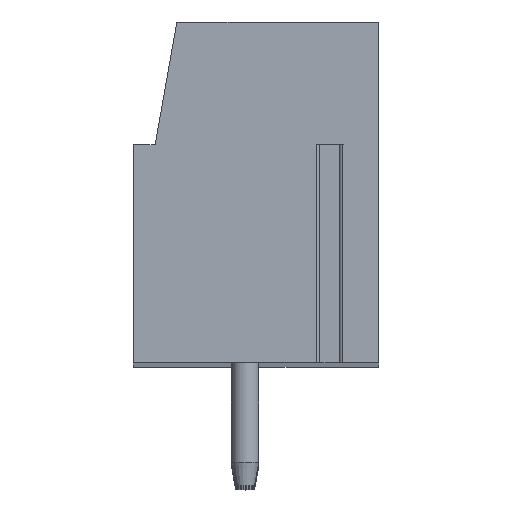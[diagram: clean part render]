
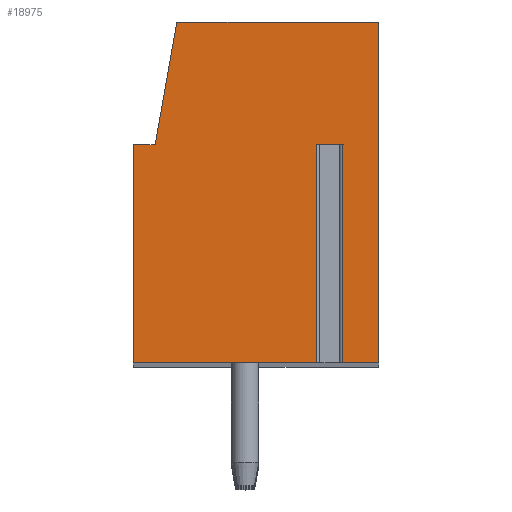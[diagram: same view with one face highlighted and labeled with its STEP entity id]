
A CAD part, top view. The second image highlights one B-rep face of the part: STEP entity #18975.
In plain terms, the highlighted planar face has unit normal (0, 0, 1).
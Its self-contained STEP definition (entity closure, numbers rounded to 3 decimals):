
#20=DIRECTION('',(-1.,0.,0.));
#21=VECTOR('',#20,0.958);
#22=CARTESIAN_POINT('',(3.179,1.75,97.5));
#23=LINE('',#22,#21);
#24=DIRECTION('',(0.,-1.,0.));
#25=VECTOR('',#24,8.);
#26=CARTESIAN_POINT('',(2.221,1.75,97.5));
#27=LINE('',#26,#25);
#28=DIRECTION('',(1.,0.,0.));
#29=VECTOR('',#28,6.721);
#30=CARTESIAN_POINT('',(-4.5,-6.25,97.5));
#31=LINE('',#30,#29);
#32=DIRECTION('',(0.,-1.,0.));
#33=VECTOR('',#32,8.);
#34=CARTESIAN_POINT('',(-4.5,1.75,97.5));
#35=LINE('',#34,#33);
#36=DIRECTION('',(-1.,0.,0.));
#37=VECTOR('',#36,0.8);
#38=CARTESIAN_POINT('',(-3.7,1.75,97.5));
#39=LINE('',#38,#37);
#40=DIRECTION('',(-0.174,-0.985,0.));
#41=VECTOR('',#40,4.569);
#42=CARTESIAN_POINT('',(-2.907,6.25,97.5));
#43=LINE('',#42,#41);
#44=DIRECTION('',(-1.,0.,0.));
#45=VECTOR('',#44,7.407);
#46=CARTESIAN_POINT('',(4.5,6.25,97.5));
#47=LINE('',#46,#45);
#48=DIRECTION('',(0.,1.,0.));
#49=VECTOR('',#48,12.5);
#50=CARTESIAN_POINT('',(4.5,-6.25,97.5));
#51=LINE('',#50,#49);
#52=DIRECTION('',(1.,0.,0.));
#53=VECTOR('',#52,1.321);
#54=CARTESIAN_POINT('',(3.179,-6.25,97.5));
#55=LINE('',#54,#53);
#56=DIRECTION('',(0.,-1.,0.));
#57=VECTOR('',#56,8.);
#58=CARTESIAN_POINT('',(3.179,1.75,97.5));
#59=LINE('',#58,#57);
#15033=CARTESIAN_POINT('',(-2.907,6.25,97.5));
#15034=CARTESIAN_POINT('',(-3.7,1.75,97.5));
#15035=VERTEX_POINT('',#15033);
#15036=VERTEX_POINT('',#15034);
#15037=CARTESIAN_POINT('',(-4.5,1.75,97.5));
#15038=VERTEX_POINT('',#15037);
#15039=CARTESIAN_POINT('',(-4.5,-6.25,97.5));
#15040=VERTEX_POINT('',#15039);
#15041=CARTESIAN_POINT('',(4.5,-6.25,97.5));
#15042=CARTESIAN_POINT('',(4.5,6.25,97.5));
#15043=VERTEX_POINT('',#15041);
#15044=VERTEX_POINT('',#15042);
#15101=CARTESIAN_POINT('',(3.179,1.75,97.5));
#15102=CARTESIAN_POINT('',(2.221,1.75,97.5));
#15103=VERTEX_POINT('',#15101);
#15104=VERTEX_POINT('',#15102);
#15105=CARTESIAN_POINT('',(3.179,-6.25,97.5));
#15106=VERTEX_POINT('',#15105);
#15107=CARTESIAN_POINT('',(2.221,-6.25,97.5));
#15108=VERTEX_POINT('',#15107);
#18948=CARTESIAN_POINT('',(0.,0.,97.5));
#18949=DIRECTION('',(0.,0.,1.));
#18950=DIRECTION('',(1.,0.,0.));
#18951=AXIS2_PLACEMENT_3D('',#18948,#18949,#18950);
#18952=PLANE('',#18951);
#18954=ORIENTED_EDGE('',*,*,#18953,.T.);
#18956=ORIENTED_EDGE('',*,*,#18955,.T.);
#18958=ORIENTED_EDGE('',*,*,#18957,.F.);
#18960=ORIENTED_EDGE('',*,*,#18959,.F.);
#18962=ORIENTED_EDGE('',*,*,#18961,.F.);
#18964=ORIENTED_EDGE('',*,*,#18963,.F.);
#18966=ORIENTED_EDGE('',*,*,#18965,.F.);
#18968=ORIENTED_EDGE('',*,*,#18967,.F.);
#18970=ORIENTED_EDGE('',*,*,#18969,.F.);
#18972=ORIENTED_EDGE('',*,*,#18971,.F.);
#18973=EDGE_LOOP('',(#18954,#18956,#18958,#18960,#18962,#18964,#18966,#18968,
#18970,#18972));
#18974=FACE_OUTER_BOUND('',#18973,.F.);
#18953=EDGE_CURVE('',#15103,#15104,#23,.T.);
#18955=EDGE_CURVE('',#15104,#15108,#27,.T.);
#18957=EDGE_CURVE('',#15040,#15108,#31,.T.);
#18959=EDGE_CURVE('',#15038,#15040,#35,.T.);
#18961=EDGE_CURVE('',#15036,#15038,#39,.T.);
#18963=EDGE_CURVE('',#15035,#15036,#43,.T.);
#18965=EDGE_CURVE('',#15044,#15035,#47,.T.);
#18967=EDGE_CURVE('',#15043,#15044,#51,.T.);
#18969=EDGE_CURVE('',#15106,#15043,#55,.T.);
#18971=EDGE_CURVE('',#15103,#15106,#59,.T.);
#18975=ADVANCED_FACE('',(#18974),#18952,.T.);
